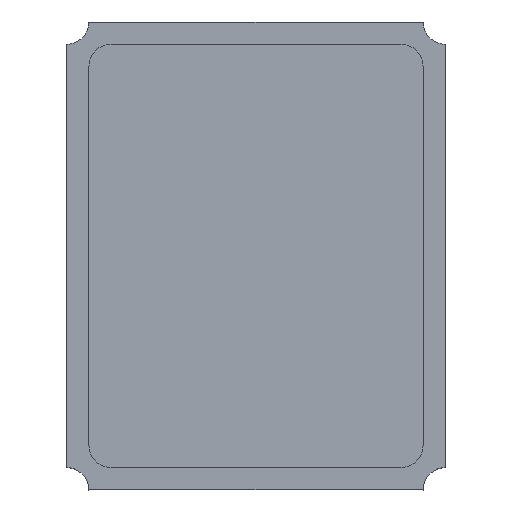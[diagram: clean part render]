
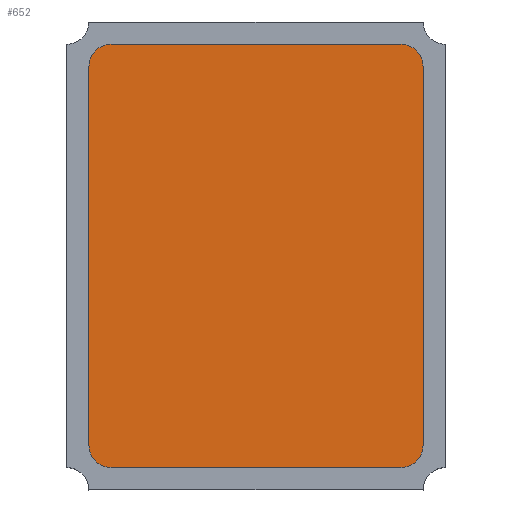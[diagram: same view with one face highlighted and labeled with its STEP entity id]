
A CAD part, top view. The second image highlights one B-rep face of the part: STEP entity #652.
In plain terms, the highlighted planar face has unit normal (0, 0, 1).
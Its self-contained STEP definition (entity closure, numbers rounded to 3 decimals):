
#370=CARTESIAN_POINT('',(-0.65,-0.95,0.5));
#371=VERTEX_POINT('',#370);
#372=CARTESIAN_POINT('',(-0.75,-0.85,0.5));
#373=VERTEX_POINT('',#372);
#374=CARTESIAN_POINT('',(-0.65,-0.85,0.5));
#375=DIRECTION('',(0.0,0.0,-1.0));
#376=DIRECTION('',(-0.707,-0.707,0.0));
#377=AXIS2_PLACEMENT_3D('',#374,#375,#376);
#378=CIRCLE('',#377,0.1);
#379=EDGE_CURVE('',#371,#373,#378,.T.);
#412=CARTESIAN_POINT('',(-0.75,0.85,0.5));
#413=VERTEX_POINT('',#412);
#414=CARTESIAN_POINT('',(-0.75,-0.85,0.5));
#415=DIRECTION('',(0.0,1.0,0.0));
#416=VECTOR('',#415,1.7);
#417=LINE('',#414,#416);
#418=EDGE_CURVE('',#373,#413,#417,.T.);
#443=CARTESIAN_POINT('',(-0.65,0.95,0.5));
#444=VERTEX_POINT('',#443);
#445=CARTESIAN_POINT('',(-0.65,0.85,0.5));
#446=DIRECTION('',(0.0,0.0,-1.0));
#447=DIRECTION('',(-0.707,0.707,0.0));
#448=AXIS2_PLACEMENT_3D('',#445,#446,#447);
#449=CIRCLE('',#448,0.1);
#450=EDGE_CURVE('',#413,#444,#449,.T.);
#476=CARTESIAN_POINT('',(0.65,0.95,0.5));
#477=VERTEX_POINT('',#476);
#478=CARTESIAN_POINT('',(-0.65,0.95,0.5));
#479=DIRECTION('',(1.0,0.0,0.0));
#480=VECTOR('',#479,1.3);
#481=LINE('',#478,#480);
#482=EDGE_CURVE('',#444,#477,#481,.T.);
#507=CARTESIAN_POINT('',(0.75,0.85,0.5));
#508=VERTEX_POINT('',#507);
#509=CARTESIAN_POINT('',(0.65,0.85,0.5));
#510=DIRECTION('',(0.0,0.0,-1.0));
#511=DIRECTION('',(0.707,0.707,0.0));
#512=AXIS2_PLACEMENT_3D('',#509,#510,#511);
#513=CIRCLE('',#512,0.1);
#514=EDGE_CURVE('',#477,#508,#513,.T.);
#540=CARTESIAN_POINT('',(0.75,-0.85,0.5));
#541=VERTEX_POINT('',#540);
#542=CARTESIAN_POINT('',(0.75,0.85,0.5));
#543=DIRECTION('',(0.0,-1.0,0.0));
#544=VECTOR('',#543,1.7);
#545=LINE('',#542,#544);
#546=EDGE_CURVE('',#508,#541,#545,.T.);
#571=CARTESIAN_POINT('',(0.65,-0.95,0.5));
#572=VERTEX_POINT('',#571);
#573=CARTESIAN_POINT('',(0.65,-0.85,0.5));
#574=DIRECTION('',(0.0,0.0,-1.0));
#575=DIRECTION('',(0.707,-0.707,0.0));
#576=AXIS2_PLACEMENT_3D('',#573,#574,#575);
#577=CIRCLE('',#576,0.1);
#578=EDGE_CURVE('',#541,#572,#577,.T.);
#604=CARTESIAN_POINT('',(0.65,-0.95,0.5));
#605=DIRECTION('',(-1.0,0.0,0.0));
#606=VECTOR('',#605,1.3);
#607=LINE('',#604,#606);
#608=EDGE_CURVE('',#572,#371,#607,.T.);
#637=CARTESIAN_POINT('',(0.,0.,0.5));
#638=DIRECTION('',(0.0,0.0,1.0));
#639=DIRECTION('',(0.0,1.0,0.0));
#640=AXIS2_PLACEMENT_3D('',#637,#638,#639);
#641=PLANE('',#640);
#642=ORIENTED_EDGE('',*,*,#379,.F.);
#643=ORIENTED_EDGE('',*,*,#608,.F.);
#644=ORIENTED_EDGE('',*,*,#578,.F.);
#645=ORIENTED_EDGE('',*,*,#546,.F.);
#646=ORIENTED_EDGE('',*,*,#514,.F.);
#647=ORIENTED_EDGE('',*,*,#482,.F.);
#648=ORIENTED_EDGE('',*,*,#450,.F.);
#649=ORIENTED_EDGE('',*,*,#418,.F.);
#650=EDGE_LOOP('',(#642,#643,#644,#645,#646,#647,#648,#649));
#651=FACE_OUTER_BOUND('',#650,.T.);
#652=ADVANCED_FACE('',(#651),#641,.T.);
